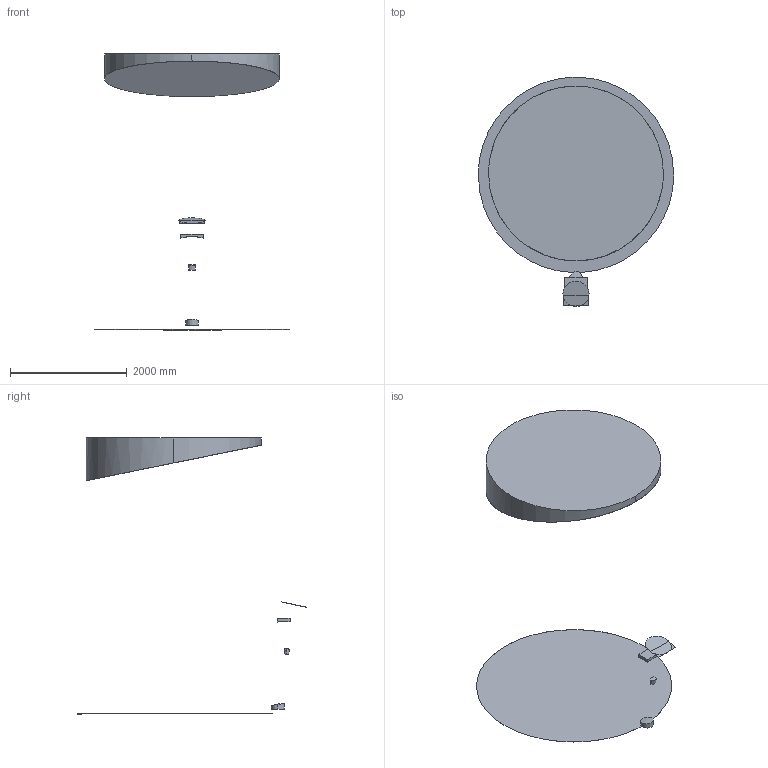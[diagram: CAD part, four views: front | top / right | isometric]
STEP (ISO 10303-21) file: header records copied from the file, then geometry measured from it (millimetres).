
FILE_DESCRIPTION ((), '1');
FILE_NAME ('Ultramarine_Mark-11_DKim1_Release_HChoi02.STP', '2025-03-20T10:43:59', ('Unknown'), ('Unknown'), 'HarmonyWare STEP v2.0.6', 'HarmonyWare Translators', '');
FILE_SCHEMA (('CONFIG_CONTROL_DESIGN'));
Length unit declared in the file: millimetre
Products named in the file (2): NONE
Bounding box: 3351.03 x 3936.25 x 4736.55 mm (x, y, z)
Volume: 2625506507.3 mm3; surface area: 51331442.2 mm2
Topology: 8 solids, 8 shells, 40 faces, 412 edges, 727 vertices
Faces by surface type: bspline 19, plane 17, cylinder 4
Entity records: 6383 total; most frequent: CARTESIAN_POINT 4283, DIRECTION 382, VECTOR 340, LINE 340, TRIMMED_CURVE 340, ORIENTED_EDGE 142, EDGE_CURVE 71, B_SPLINE_CURVE_WITH_KNOTS 61
